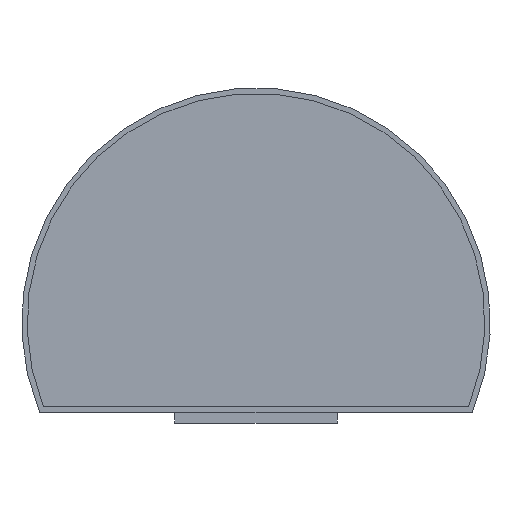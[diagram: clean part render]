
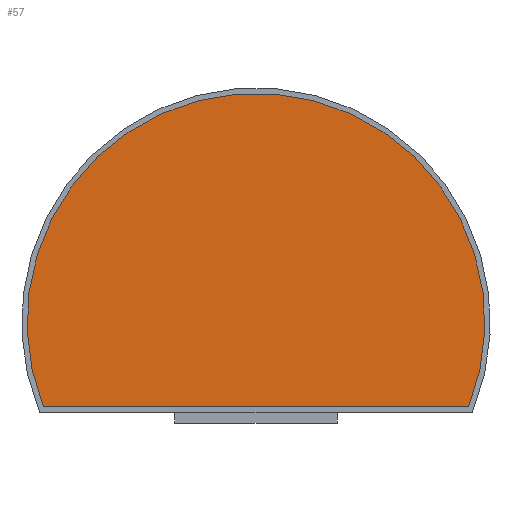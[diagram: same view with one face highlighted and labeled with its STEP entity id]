
A CAD part, front view. The second image highlights one B-rep face of the part: STEP entity #57.
In plain terms, the highlighted planar face has unit normal (0, -1, 0).
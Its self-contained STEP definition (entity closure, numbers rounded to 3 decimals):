
#57 = ADVANCED_FACE( '', ( #115 ), #116, .T. );
#115 = FACE_OUTER_BOUND( '', #170, .T. );
#116 = PLANE( '', #171 );
#170 = EDGE_LOOP( '', ( #266, #267 ) );
#171 = AXIS2_PLACEMENT_3D( '', #268, #269, #270 );
#266 = ORIENTED_EDGE( '', *, *, #347, .T. );
#267 = ORIENTED_EDGE( '', *, *, #326, .T. );
#268 = CARTESIAN_POINT( '', ( 0., -24.995, -1.333 ) );
#269 = DIRECTION( '', ( 0., -1., 0. ) );
#270 = DIRECTION( '', ( 0., 0., -1. ) );
#326 = EDGE_CURVE( '', #382, #380, #383, .T. );
#347 = EDGE_CURVE( '', #380, #382, #412, .T. );
#380 = VERTEX_POINT( '', #454 );
#382 = VERTEX_POINT( '', #457 );
#383 = LINE( '', #458, #459 );
#412 = CIRCLE( '', #500, 4.233 );
#454 = CARTESIAN_POINT( '', ( 3.933, -24.995, -2.9 ) );
#457 = CARTESIAN_POINT( '', ( -3.933, -24.995, -2.9 ) );
#458 = CARTESIAN_POINT( '', ( -3.933, -24.995, -2.9 ) );
#459 = VECTOR( '', #527, 1000. );
#500 = AXIS2_PLACEMENT_3D( '', #546, #547, #548 );
#527 = DIRECTION( '', ( 1., 0., 0. ) );
#546 = CARTESIAN_POINT( '', ( 0., -24.995, -1.333 ) );
#547 = DIRECTION( '', ( 0., -1., 0. ) );
#548 = DIRECTION( '', ( 0., 0., -1. ) );
